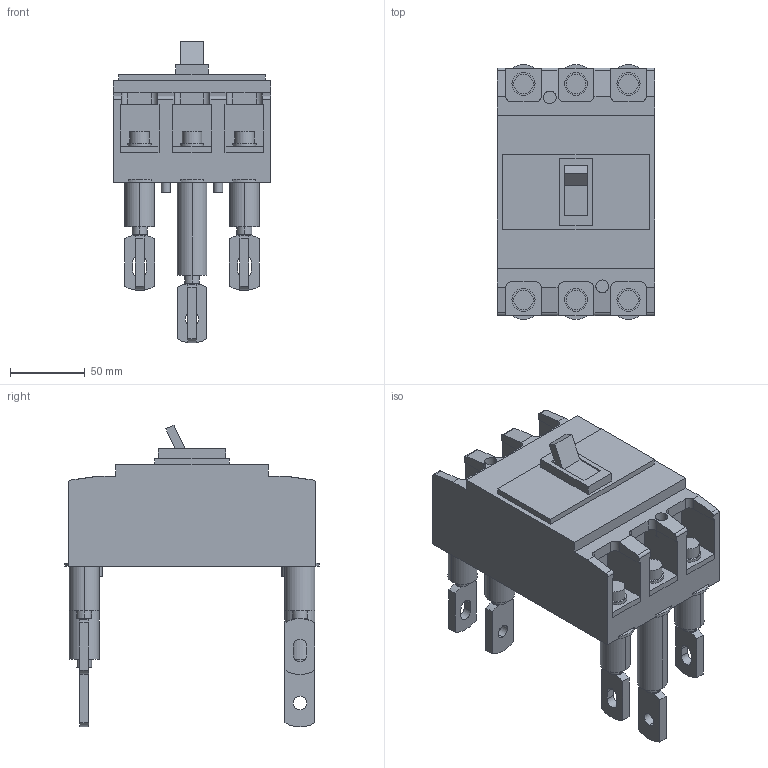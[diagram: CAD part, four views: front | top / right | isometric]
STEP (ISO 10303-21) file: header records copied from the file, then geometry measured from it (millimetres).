
FILE_DESCRIPTION (( 'STEP AP214' ), '1' );
FILE_NAME ('PS250PF3R.STEP', '2023-01-20T09:20:39', ( 'CAD' ), ( '' ), 'SwSTEP 2.0', 'SolidWorks 2015', '' );
FILE_SCHEMA (( 'AUTOMOTIVE_DESIGN' ));
Length unit declared in the file: millimetre
Products named in the file (1): PS250PF3R
Bounding box: 105 x 170 x 201.24 mm (x, y, z)
Volume: 1096383.4 mm3; surface area: 148336.7 mm2
Topology: 27 solids, 27 shells, 457 faces, 1070 edges, 696 vertices
Faces by surface type: plane 273, cylinder 184
Entity records: 15663 total; most frequent: CARTESIAN_POINT 2626, DIRECTION 2342, ORIENTED_EDGE 2140, EDGE_CURVE 1070, AXIS2_PLACEMENT_3D 852, VERTEX_POINT 696, VECTOR 638, LINE 638
